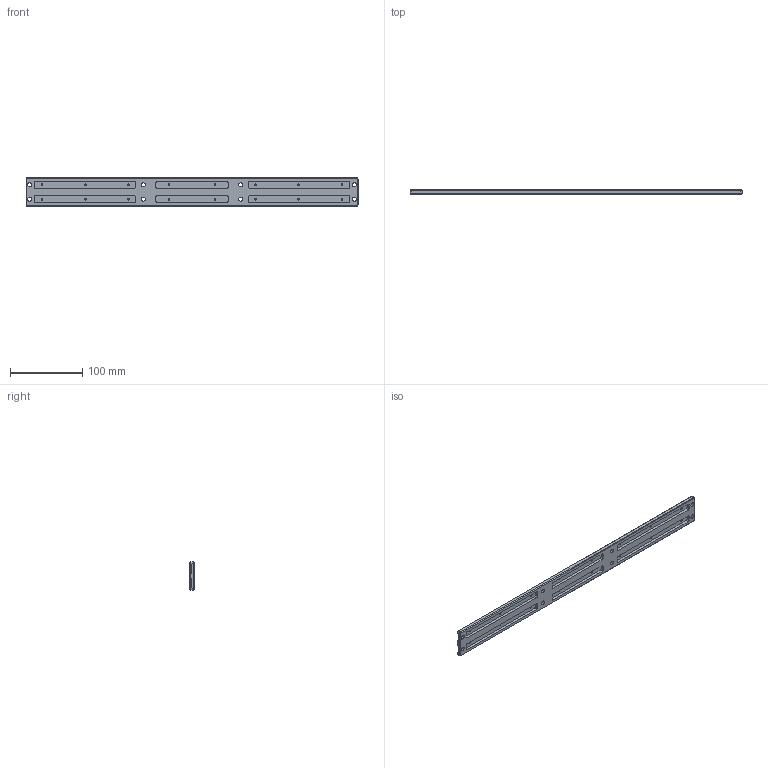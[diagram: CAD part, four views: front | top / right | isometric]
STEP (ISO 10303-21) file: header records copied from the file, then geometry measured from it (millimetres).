
FILE_DESCRIPTION (( 'STEP AP203' ), '1' );
FILE_NAME ('lateralFrame_v2.STEP', '2024-10-14T02:38:42', ( 'lance' ), ( '' ), 'SwSTEP 2.0', 'SolidWorks 2021', '' );
FILE_SCHEMA (( 'CONFIG_CONTROL_DESIGN' ));
Length unit declared in the file: millimetre
Products named in the file (1): lateralFrame_v2
Bounding box: 460 x 6 x 40 mm (x, y, z)
Volume: 76114 mm3; surface area: 48753.9 mm2
Topology: 1 solids, 1 shells, 188 faces, 488 edges, 304 vertices
Faces by surface type: cylinder 96, plane 72, cone 20
Entity records: 5877 total; most frequent: DIRECTION 1062, CARTESIAN_POINT 973, ORIENTED_EDGE 960, EDGE_CURVE 480, AXIS2_PLACEMENT_3D 393, VERTEX_POINT 304, LINE 276, VECTOR 276
